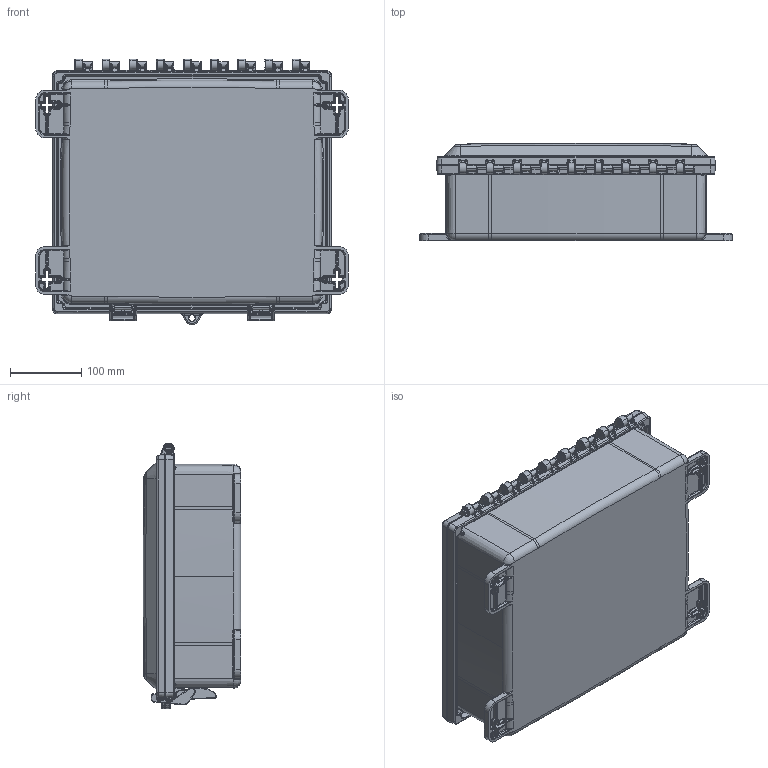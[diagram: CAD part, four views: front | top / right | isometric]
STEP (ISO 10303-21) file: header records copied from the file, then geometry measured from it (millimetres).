
FILE_DESCRIPTION (( 'STEP AP214' ), '1' );
FILE_NAME ('TEPCSL141204-KIT01_3D.step', '2025-02-10T22:16:19', ( '' ), ( '' ), 'SwSTEP 2.0', 'SolidWorks 2022', '' );
FILE_SCHEMA (( 'AUTOMOTIVE_DESIGN' ));
Length unit declared in the file: inch
Products named in the file (1): TEPCSL141204-KIT01_3D
Bounding box: 438.15 x 136.84 x 372.78 mm (x, y, z)
Volume: 2557055.8 mm3; surface area: 1215937 mm2
Topology: 16 solids, 16 shells, 4459 faces, 10432 edges, 6045 vertices
Faces by surface type: cylinder 1295, bspline 1183, plane 836, cone 535, torus 530, sphere 80
Entity records: 224526 total; most frequent: CARTESIAN_POINT 134839, ORIENTED_EDGE 20826, DIRECTION 16060, EDGE_CURVE 10413, AXIS2_PLACEMENT_3D 6466, VERTEX_POINT 6041, EDGE_LOOP 4590, FACE_OUTER_BOUND 4459
